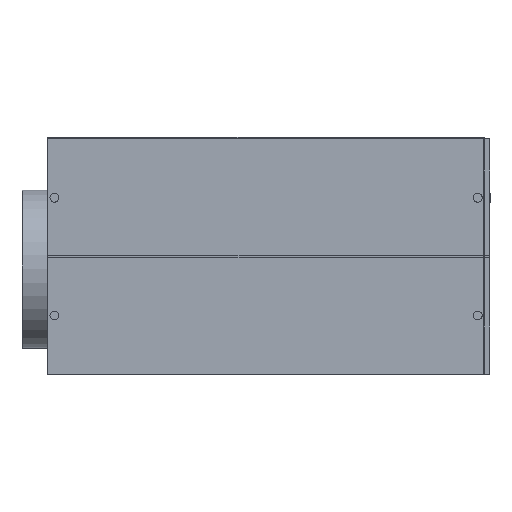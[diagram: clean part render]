
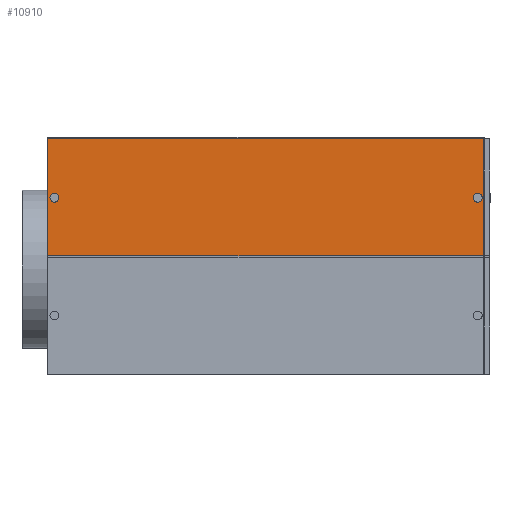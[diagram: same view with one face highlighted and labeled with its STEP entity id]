
A CAD part, left-side view. The second image highlights one B-rep face of the part: STEP entity #10910.
In plain terms, the highlighted planar face has unit normal (-1, 0, 0).
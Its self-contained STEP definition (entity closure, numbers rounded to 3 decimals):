
#1400=CARTESIAN_POINT('',(-789.5,-416.5,
330.076));
#1410=VERTEX_POINT('',#1400);
#1460=CARTESIAN_POINT('',(-789.5,-416.5,
321.275));
#1470=DIRECTION('',(1.,0.,0.));
#1480=DIRECTION('',(0.,0.,-1.));
#1490=AXIS2_PLACEMENT_3D('',#1460,#1470,#1480);
#1500=CIRCLE('',#1490,8.801);
#1510=CARTESIAN_POINT('',(-789.5,-416.5,
312.474));
#1520=VERTEX_POINT('',#1510);
#1530=EDGE_CURVE('',#1410,#1520,#1500,.T.);
#5370=CARTESIAN_POINT('',(-789.5,425.5,
312.474));
#5380=VERTEX_POINT('',#5370);
#5430=CARTESIAN_POINT('',(-789.5,425.5,
321.275));
#5440=DIRECTION('',(1.,0.,0.));
#5450=DIRECTION('',(0.,0.,-1.));
#5460=AXIS2_PLACEMENT_3D('',#5430,#5440,#5450);
#5470=CIRCLE('',#5460,8.801);
#5480=CARTESIAN_POINT('',(-789.5,425.5,
330.076));
#5490=VERTEX_POINT('',#5480);
#5500=EDGE_CURVE('',#5380,#5490,#5470,.T.);
#10250=CARTESIAN_POINT('',(-789.5,4.5,
206.15));
#10260=DIRECTION('',(0.,-1.,0.));
#10270=VECTOR('',#10260,1.);
#10280=LINE('',#10250,#10270);
#10290=CARTESIAN_POINT('',(-789.5,439.,
206.15));
#10300=VERTEX_POINT('',#10290);
#10310=CARTESIAN_POINT('',(-789.5,-428.,
206.15));
#10320=VERTEX_POINT('',#10310);
#10330=EDGE_CURVE('',#10300,#10320,#10280,.T.);
#10510=CARTESIAN_POINT('',(-789.5,4.5,
321.275));
#10520=DIRECTION('',(-1.,0.,0.));
#10530=DIRECTION('',(0.,-1.,0.));
#10540=AXIS2_PLACEMENT_3D('',#10510,#10520,#10530);
#10550=PLANE('',#10540);
#10560=CARTESIAN_POINT('',(-789.5,439.,
-30.1));
#10570=DIRECTION('',(0.,0.,1.));
#10580=VECTOR('',#10570,1.);
#10590=LINE('',#10560,#10580);
#10600=CARTESIAN_POINT('',(-789.5,439.,
438.4));
#10610=VERTEX_POINT('',#10600);
#10620=EDGE_CURVE('',#10300,#10610,#10590,.T.);
#10630=ORIENTED_EDGE('',*,*,#10620,.F.);
#10640=CARTESIAN_POINT('',(-789.5,439.,
438.4));
#10650=DIRECTION('',(0.,-1.,0.));
#10660=VECTOR('',#10650,1.);
#10670=LINE('',#10640,#10660);
#10680=CARTESIAN_POINT('',(-789.5,-428.,
438.4));
#10690=VERTEX_POINT('',#10680);
#10700=EDGE_CURVE('',#10610,#10690,#10670,.T.);
#10710=ORIENTED_EDGE('',*,*,#10700,.F.);
#10720=CARTESIAN_POINT('',(-789.5,-428.,
438.4));
#10730=DIRECTION('',(0.,0.,-1.));
#10740=VECTOR('',#10730,1.);
#10750=LINE('',#10720,#10740);
#10760=EDGE_CURVE('',#10690,#10320,#10750,.T.);
#10770=ORIENTED_EDGE('',*,*,#10760,.F.);
#10780=ORIENTED_EDGE('',*,*,#10330,.T.);
#10790=EDGE_LOOP('',(#10780,#10770,#10710,#10630));
#10800=FACE_OUTER_BOUND('',#10790,.T.);
#10810=EDGE_CURVE('',#5490,#5380,#5470,.T.);
#10820=ORIENTED_EDGE('',*,*,#10810,.T.);
#10830=ORIENTED_EDGE('',*,*,#5500,.T.);
#10840=EDGE_LOOP('',(#10830,#10820));
#10850=FACE_BOUND('',#10840,.T.);
#10860=EDGE_CURVE('',#1520,#1410,#1500,.T.);
#10870=ORIENTED_EDGE('',*,*,#10860,.T.);
#10880=ORIENTED_EDGE('',*,*,#1530,.T.);
#10890=EDGE_LOOP('',(#10880,#10870));
#10900=FACE_BOUND('',#10890,.T.);
#10910=ADVANCED_FACE('',(#10800,#10850,#10900),#10550,.T.);
